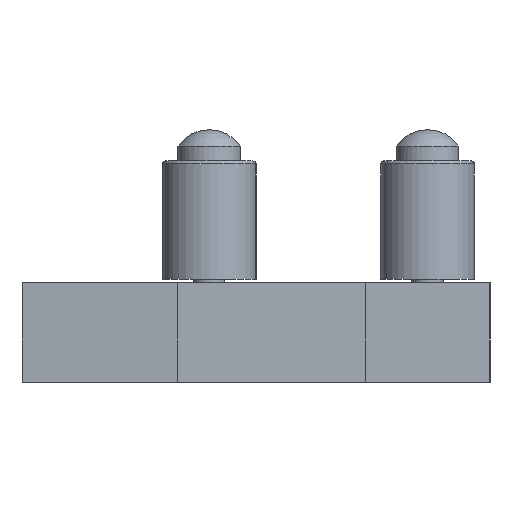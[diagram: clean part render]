
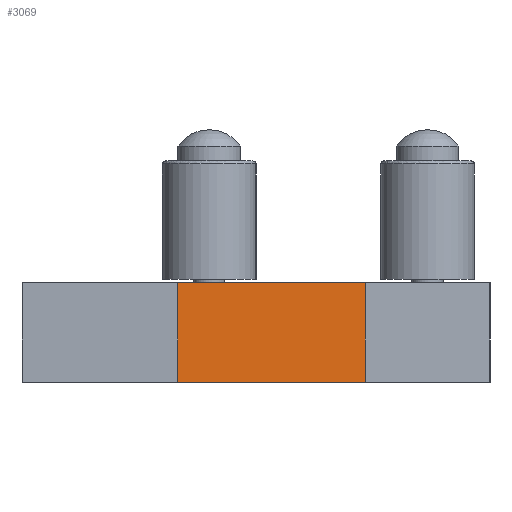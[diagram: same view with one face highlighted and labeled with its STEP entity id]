
A CAD part, left-side view. The second image highlights one B-rep face of the part: STEP entity #3069.
In plain terms, the highlighted planar face has unit normal (-0.707, -0.707, 0).
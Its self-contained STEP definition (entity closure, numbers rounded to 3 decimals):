
#581 = PLANE('',#582);
#582 = AXIS2_PLACEMENT_3D('',#583,#584,#585);
#583 = CARTESIAN_POINT('',(0.,-3.542,1.6));
#584 = DIRECTION('',(0.,0.,-1.));
#585 = DIRECTION('',(-1.,0.,0.));
#640 = PLANE('',#641);
#641 = AXIS2_PLACEMENT_3D('',#642,#643,#644);
#642 = CARTESIAN_POINT('',(0.,-3.542,0.)
  );
#643 = DIRECTION('',(0.,0.,-1.));
#644 = DIRECTION('',(-1.,0.,0.));
#913 = VERTEX_POINT('',#914);
#914 = CARTESIAN_POINT('',(-42.,-5.5,0.));
#928 = PLANE('',#929);
#929 = AXIS2_PLACEMENT_3D('',#930,#931,#932);
#930 = CARTESIAN_POINT('',(-31.5,-5.5,0.));
#931 = DIRECTION('',(0.,-1.,0.));
#932 = DIRECTION('',(-1.,0.,0.));
#940 = EDGE_CURVE('',#913,#941,#943,.T.);
#941 = VERTEX_POINT('',#942);
#942 = CARTESIAN_POINT('',(-45.,-2.5,0.));
#943 = SURFACE_CURVE('',#944,(#948,#955),.PCURVE_S1.);
#944 = LINE('',#945,#946);
#945 = CARTESIAN_POINT('',(-42.,-5.5,0.));
#946 = VECTOR('',#947,1.);
#947 = DIRECTION('',(-0.707,0.707,0.));
#948 = PCURVE('',#640,#949);
#949 = DEFINITIONAL_REPRESENTATION('',(#950),#954);
#950 = LINE('',#951,#952);
#951 = CARTESIAN_POINT('',(42.,-1.958));
#952 = VECTOR('',#953,1.);
#953 = DIRECTION('',(0.707,0.707));
#954 = ( GEOMETRIC_REPRESENTATION_CONTEXT(2) 
PARAMETRIC_REPRESENTATION_CONTEXT() REPRESENTATION_CONTEXT('2D SPACE',''
  ) );
#955 = PCURVE('',#956,#961);
#956 = PLANE('',#957);
#957 = AXIS2_PLACEMENT_3D('',#958,#959,#960);
#958 = CARTESIAN_POINT('',(-42.,-5.5,0.));
#959 = DIRECTION('',(-0.707,-0.707,0.));
#960 = DIRECTION('',(-0.707,0.707,0.));
#961 = DEFINITIONAL_REPRESENTATION('',(#962),#966);
#962 = LINE('',#963,#964);
#963 = CARTESIAN_POINT('',(0.,0.));
#964 = VECTOR('',#965,1.);
#965 = DIRECTION('',(1.,0.));
#966 = ( GEOMETRIC_REPRESENTATION_CONTEXT(2) 
PARAMETRIC_REPRESENTATION_CONTEXT() REPRESENTATION_CONTEXT('2D SPACE',''
  ) );
#984 = PLANE('',#985);
#985 = AXIS2_PLACEMENT_3D('',#986,#987,#988);
#986 = CARTESIAN_POINT('',(-45.,-2.5,0.));
#987 = DIRECTION('',(-1.,0.,0.));
#988 = DIRECTION('',(0.,1.,0.));
#1990 = VERTEX_POINT('',#1991);
#1991 = CARTESIAN_POINT('',(-42.,-5.5,1.6));
#2012 = EDGE_CURVE('',#1990,#2013,#2015,.T.);
#2013 = VERTEX_POINT('',#2014);
#2014 = CARTESIAN_POINT('',(-45.,-2.5,1.6));
#2015 = SURFACE_CURVE('',#2016,(#2020,#2027),.PCURVE_S1.);
#2016 = LINE('',#2017,#2018);
#2017 = CARTESIAN_POINT('',(-42.,-5.5,1.6));
#2018 = VECTOR('',#2019,1.);
#2019 = DIRECTION('',(-0.707,0.707,0.));
#2020 = PCURVE('',#581,#2021);
#2021 = DEFINITIONAL_REPRESENTATION('',(#2022),#2026);
#2022 = LINE('',#2023,#2024);
#2023 = CARTESIAN_POINT('',(42.,-1.958));
#2024 = VECTOR('',#2025,1.);
#2025 = DIRECTION('',(0.707,0.707));
#2026 = ( GEOMETRIC_REPRESENTATION_CONTEXT(2) 
PARAMETRIC_REPRESENTATION_CONTEXT() REPRESENTATION_CONTEXT('2D SPACE',''
  ) );
#2027 = PCURVE('',#956,#2028);
#2028 = DEFINITIONAL_REPRESENTATION('',(#2029),#2033);
#2029 = LINE('',#2030,#2031);
#2030 = CARTESIAN_POINT('',(0.,-1.6));
#2031 = VECTOR('',#2032,1.);
#2032 = DIRECTION('',(1.,0.));
#2033 = ( GEOMETRIC_REPRESENTATION_CONTEXT(2) 
PARAMETRIC_REPRESENTATION_CONTEXT() REPRESENTATION_CONTEXT('2D SPACE',''
  ) );
#3021 = EDGE_CURVE('',#913,#1990,#3022,.T.);
#3022 = SURFACE_CURVE('',#3023,(#3027,#3034),.PCURVE_S1.);
#3023 = LINE('',#3024,#3025);
#3024 = CARTESIAN_POINT('',(-42.,-5.5,0.));
#3025 = VECTOR('',#3026,1.);
#3026 = DIRECTION('',(0.,0.,1.));
#3027 = PCURVE('',#928,#3028);
#3028 = DEFINITIONAL_REPRESENTATION('',(#3029),#3033);
#3029 = LINE('',#3030,#3031);
#3030 = CARTESIAN_POINT('',(10.5,0.));
#3031 = VECTOR('',#3032,1.);
#3032 = DIRECTION('',(0.,-1.));
#3033 = ( GEOMETRIC_REPRESENTATION_CONTEXT(2) 
PARAMETRIC_REPRESENTATION_CONTEXT() REPRESENTATION_CONTEXT('2D SPACE',''
  ) );
#3034 = PCURVE('',#956,#3035);
#3035 = DEFINITIONAL_REPRESENTATION('',(#3036),#3040);
#3036 = LINE('',#3037,#3038);
#3037 = CARTESIAN_POINT('',(0.,0.));
#3038 = VECTOR('',#3039,1.);
#3039 = DIRECTION('',(0.,-1.));
#3040 = ( GEOMETRIC_REPRESENTATION_CONTEXT(2) 
PARAMETRIC_REPRESENTATION_CONTEXT() REPRESENTATION_CONTEXT('2D SPACE',''
  ) );
#3069 = ADVANCED_FACE('',(#3070),#956,.T.);
#3070 = FACE_BOUND('',#3071,.T.);
#3071 = EDGE_LOOP('',(#3072,#3073,#3074,#3095));
#3072 = ORIENTED_EDGE('',*,*,#3021,.T.);
#3073 = ORIENTED_EDGE('',*,*,#2012,.T.);
#3074 = ORIENTED_EDGE('',*,*,#3075,.F.);
#3075 = EDGE_CURVE('',#941,#2013,#3076,.T.);
#3076 = SURFACE_CURVE('',#3077,(#3081,#3088),.PCURVE_S1.);
#3077 = LINE('',#3078,#3079);
#3078 = CARTESIAN_POINT('',(-45.,-2.5,0.));
#3079 = VECTOR('',#3080,1.);
#3080 = DIRECTION('',(0.,0.,1.));
#3081 = PCURVE('',#956,#3082);
#3082 = DEFINITIONAL_REPRESENTATION('',(#3083),#3087);
#3083 = LINE('',#3084,#3085);
#3084 = CARTESIAN_POINT('',(4.243,0.));
#3085 = VECTOR('',#3086,1.);
#3086 = DIRECTION('',(0.,-1.));
#3087 = ( GEOMETRIC_REPRESENTATION_CONTEXT(2) 
PARAMETRIC_REPRESENTATION_CONTEXT() REPRESENTATION_CONTEXT('2D SPACE',''
  ) );
#3088 = PCURVE('',#984,#3089);
#3089 = DEFINITIONAL_REPRESENTATION('',(#3090),#3094);
#3090 = LINE('',#3091,#3092);
#3091 = CARTESIAN_POINT('',(0.,0.));
#3092 = VECTOR('',#3093,1.);
#3093 = DIRECTION('',(0.,-1.));
#3094 = ( GEOMETRIC_REPRESENTATION_CONTEXT(2) 
PARAMETRIC_REPRESENTATION_CONTEXT() REPRESENTATION_CONTEXT('2D SPACE',''
  ) );
#3095 = ORIENTED_EDGE('',*,*,#940,.F.);
